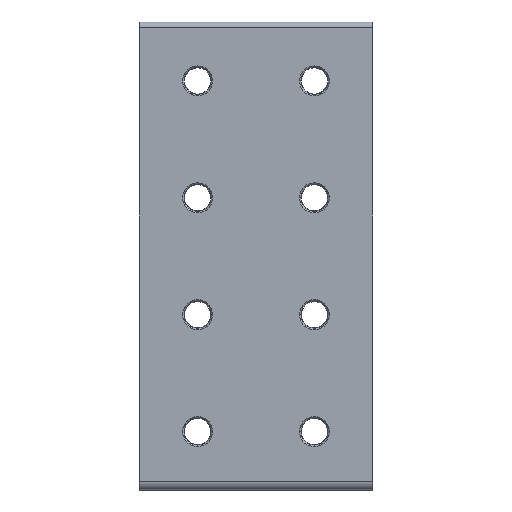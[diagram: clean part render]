
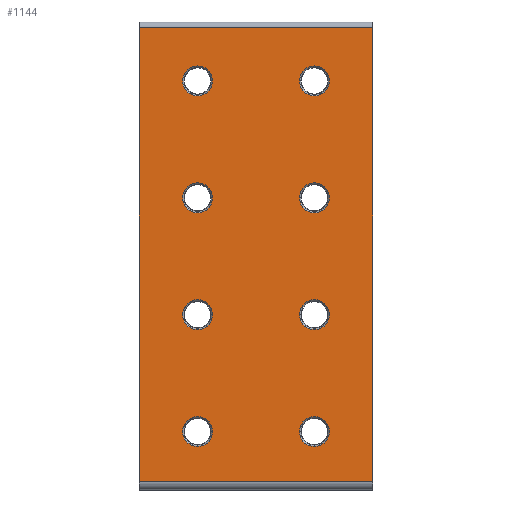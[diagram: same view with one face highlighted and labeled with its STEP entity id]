
A CAD part, front view. The second image highlights one B-rep face of the part: STEP entity #1144.
In plain terms, the highlighted planar face has unit normal (0, -1, 0).
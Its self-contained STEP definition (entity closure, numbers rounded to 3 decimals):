
#93=CIRCLE('',#1250,5.12);
#94=CIRCLE('',#1251,5.12);
#95=CIRCLE('',#1252,5.12);
#96=CIRCLE('',#1253,5.12);
#97=CIRCLE('',#1254,5.12);
#98=CIRCLE('',#1255,5.12);
#99=CIRCLE('',#1256,5.12);
#100=CIRCLE('',#1257,5.12);
#211=ORIENTED_EDGE('',*,*,#489,.F.);
#212=ORIENTED_EDGE('',*,*,#490,.F.);
#213=ORIENTED_EDGE('',*,*,#491,.F.);
#214=ORIENTED_EDGE('',*,*,#492,.F.);
#215=ORIENTED_EDGE('',*,*,#493,.F.);
#216=ORIENTED_EDGE('',*,*,#494,.F.);
#217=ORIENTED_EDGE('',*,*,#495,.F.);
#218=ORIENTED_EDGE('',*,*,#496,.F.);
#219=ORIENTED_EDGE('',*,*,#497,.F.);
#220=ORIENTED_EDGE('',*,*,#445,.F.);
#221=ORIENTED_EDGE('',*,*,#498,.T.);
#222=ORIENTED_EDGE('',*,*,#487,.T.);
#445=EDGE_CURVE('',#587,#588,#701,.T.);
#487=EDGE_CURVE('',#624,#623,#730,.T.);
#489=EDGE_CURVE('',#625,#625,#93,.T.);
#490=EDGE_CURVE('',#626,#626,#94,.T.);
#491=EDGE_CURVE('',#627,#627,#95,.T.);
#492=EDGE_CURVE('',#628,#628,#96,.T.);
#493=EDGE_CURVE('',#629,#629,#97,.T.);
#494=EDGE_CURVE('',#630,#630,#98,.T.);
#495=EDGE_CURVE('',#631,#631,#99,.T.);
#496=EDGE_CURVE('',#632,#632,#100,.T.);
#497=EDGE_CURVE('',#588,#623,#731,.T.);
#498=EDGE_CURVE('',#587,#624,#732,.T.);
#587=VERTEX_POINT('',#1783);
#588=VERTEX_POINT('',#1785);
#623=VERTEX_POINT('',#1864);
#624=VERTEX_POINT('',#1866);
#625=VERTEX_POINT('',#1870);
#626=VERTEX_POINT('',#1872);
#627=VERTEX_POINT('',#1874);
#628=VERTEX_POINT('',#1876);
#629=VERTEX_POINT('',#1878);
#630=VERTEX_POINT('',#1880);
#631=VERTEX_POINT('',#1882);
#632=VERTEX_POINT('',#1884);
#701=LINE('',#1784,#757);
#730=LINE('',#1865,#786);
#731=LINE('',#1885,#787);
#732=LINE('',#1886,#788);
#757=VECTOR('',#1401,1000.);
#786=VECTOR('',#1462,1000.);
#787=VECTOR('',#1483,1000.);
#788=VECTOR('',#1484,1000.);
#815=EDGE_LOOP('',(#211));
#816=EDGE_LOOP('',(#212));
#817=EDGE_LOOP('',(#213));
#818=EDGE_LOOP('',(#214));
#819=EDGE_LOOP('',(#215));
#820=EDGE_LOOP('',(#216));
#821=EDGE_LOOP('',(#217));
#822=EDGE_LOOP('',(#218));
#823=EDGE_LOOP('',(#219,#220,#221,#222));
#971=FACE_BOUND('',#815,.T.);
#972=FACE_BOUND('',#816,.T.);
#973=FACE_BOUND('',#817,.T.);
#974=FACE_BOUND('',#818,.T.);
#975=FACE_BOUND('',#819,.T.);
#976=FACE_BOUND('',#820,.T.);
#977=FACE_BOUND('',#821,.T.);
#978=FACE_BOUND('',#822,.T.);
#979=FACE_BOUND('',#823,.T.);
#1127=PLANE('',#1249);
#1144=ADVANCED_FACE('',(#971,#972,#973,#974,#975,#976,#977,#978,#979),#1127,
 .F.);
#1249=AXIS2_PLACEMENT_3D('',#1868,#1465,#1466);
#1250=AXIS2_PLACEMENT_3D('',#1869,#1467,#1468);
#1251=AXIS2_PLACEMENT_3D('',#1871,#1469,#1470);
#1252=AXIS2_PLACEMENT_3D('',#1873,#1471,#1472);
#1253=AXIS2_PLACEMENT_3D('',#1875,#1473,#1474);
#1254=AXIS2_PLACEMENT_3D('',#1877,#1475,#1476);
#1255=AXIS2_PLACEMENT_3D('',#1879,#1477,#1478);
#1256=AXIS2_PLACEMENT_3D('',#1881,#1479,#1480);
#1257=AXIS2_PLACEMENT_3D('',#1883,#1481,#1482);
#1401=DIRECTION('',(0.,0.,-1.));
#1462=DIRECTION('',(0.,0.,-1.));
#1465=DIRECTION('',(0.,1.,0.));
#1466=DIRECTION('',(0.,0.,1.));
#1467=DIRECTION('',(0.,-1.,0.));
#1468=DIRECTION('',(0.,0.,-1.));
#1469=DIRECTION('',(0.,-1.,0.));
#1470=DIRECTION('',(0.,0.,-1.));
#1471=DIRECTION('',(0.,-1.,0.));
#1472=DIRECTION('',(0.,0.,-1.));
#1473=DIRECTION('',(0.,-1.,0.));
#1474=DIRECTION('',(0.,0.,-1.));
#1475=DIRECTION('',(0.,-1.,0.));
#1476=DIRECTION('',(0.,0.,-1.));
#1477=DIRECTION('',(0.,-1.,0.));
#1478=DIRECTION('',(0.,0.,-1.));
#1479=DIRECTION('',(0.,-1.,0.));
#1480=DIRECTION('',(0.,0.,-1.));
#1481=DIRECTION('',(0.,-1.,0.));
#1482=DIRECTION('',(0.,0.,-1.));
#1483=DIRECTION('',(-1.,0.,0.));
#1484=DIRECTION('',(-1.,0.,0.));
#1783=CARTESIAN_POINT('',(40.,0.,158.172));
#1784=CARTESIAN_POINT('',(40.,0.,158.172));
#1785=CARTESIAN_POINT('',(40.,0.,3.));
#1864=CARTESIAN_POINT('',(-40.,0.,3.));
#1865=CARTESIAN_POINT('',(-40.,0.,158.172));
#1866=CARTESIAN_POINT('',(-40.,0.,158.172));
#1868=CARTESIAN_POINT('',(40.,0.,158.172));
#1869=CARTESIAN_POINT('',(20.,0.,100.));
#1870=CARTESIAN_POINT('',(20.,0.,94.88));
#1871=CARTESIAN_POINT('',(20.,0.,140.));
#1872=CARTESIAN_POINT('',(20.,0.,134.88));
#1873=CARTESIAN_POINT('',(-20.,0.,20.));
#1874=CARTESIAN_POINT('',(-20.,0.,14.88));
#1875=CARTESIAN_POINT('',(-20.,0.,60.));
#1876=CARTESIAN_POINT('',(-20.,0.,54.88));
#1877=CARTESIAN_POINT('',(-20.,0.,100.));
#1878=CARTESIAN_POINT('',(-20.,0.,94.88));
#1879=CARTESIAN_POINT('',(-20.,0.,140.));
#1880=CARTESIAN_POINT('',(-20.,0.,134.88));
#1881=CARTESIAN_POINT('',(20.,0.,60.));
#1882=CARTESIAN_POINT('',(20.,0.,54.88));
#1883=CARTESIAN_POINT('',(20.,0.,20.));
#1884=CARTESIAN_POINT('',(20.,0.,14.88));
#1885=CARTESIAN_POINT('',(40.,0.,3.));
#1886=CARTESIAN_POINT('',(40.,0.,158.172));
